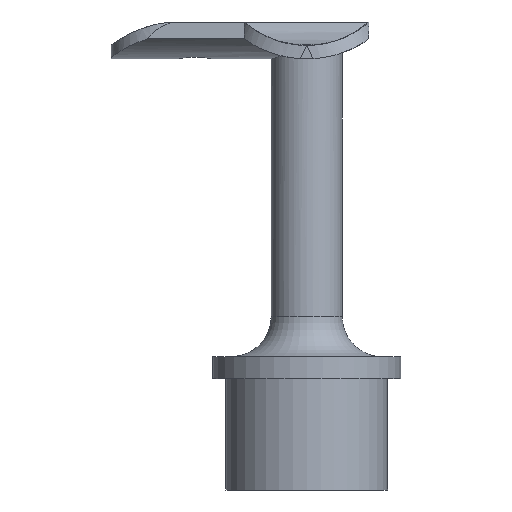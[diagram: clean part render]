
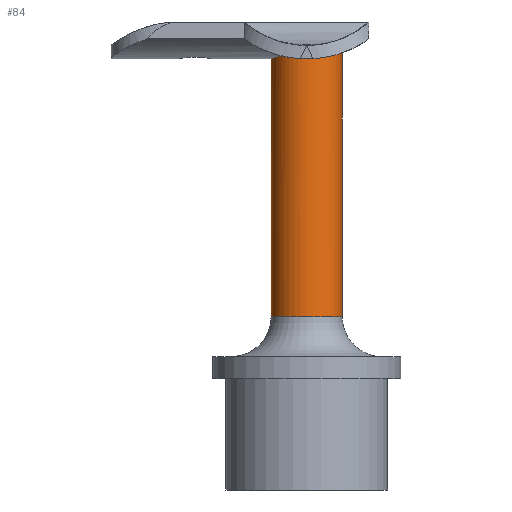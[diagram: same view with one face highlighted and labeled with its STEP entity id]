
A CAD part, front view. The second image highlights one B-rep face of the part: STEP entity #84.
In plain terms, the highlighted cylindrical face has radius 8 mm (diameter 16 mm), a full revolution.
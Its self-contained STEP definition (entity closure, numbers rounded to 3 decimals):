
#84=ADVANCED_FACE('',(#163,#164),#121,.T.);
#121=CYLINDRICAL_SURFACE('',#800,8.);
#136=B_SPLINE_CURVE_WITH_KNOTS('',3,(#1068,#1069,#1070,#1071,#1072,#1073,
#1074,#1075,#1076,#1077,#1078,#1079,#1080,#1081,#1082,#1083,#1084,#1085,
#1086,#1087,#1088,#1089,#1090,#1091,#1092,#1093,#1094,#1095,#1096,#1097,
#1098,#1099,#1100,#1101,#1102,#1103,#1104,#1105,#1106,#1107,#1108,#1109,
#1110,#1111,#1112),.UNSPECIFIED.,.F.,.F.,(4,2,2,2,2,1,2,2,2,2,2,2,2,2,2,
2,2,2,2,2,2,2,4),(0.,0.063,0.125,0.188,0.219,0.25,
0.281,0.313,0.375,0.438,
0.5,0.531,0.563,0.594,
0.625,0.688,0.719,0.75,
0.813,0.844,0.875,0.938,1.),
 .UNSPECIFIED.);
#137=B_SPLINE_CURVE_WITH_KNOTS('',3,(#1114,#1115,#1116,#1117,#1118,#1119,
#1120,#1121,#1122,#1123,#1124,#1125,#1126,#1127,#1128,#1129,#1130,#1131,
#1132,#1133,#1134),.UNSPECIFIED.,.F.,.F.,(4,2,2,2,2,1,2,2,2,2,4),(0.,0.125,
0.25,0.375,0.438,0.5,0.563,0.625,0.75,0.875,1.),.UNSPECIFIED.);
#154=ELLIPSE('',#799,8.321,8.);
#163=FACE_BOUND('',#199,.T.);
#164=FACE_BOUND('',#200,.T.);
#199=EDGE_LOOP('',(#254));
#200=EDGE_LOOP('',(#255,#256,#257));
#254=ORIENTED_EDGE('',*,*,#452,.T.);
#255=ORIENTED_EDGE('',*,*,#453,.T.);
#256=ORIENTED_EDGE('',*,*,#454,.F.);
#257=ORIENTED_EDGE('',*,*,#455,.F.);
#400=VERTEX_POINT('',#1064);
#401=VERTEX_POINT('',#1066);
#402=VERTEX_POINT('',#1067);
#403=VERTEX_POINT('',#1113);
#452=EDGE_CURVE('',#400,#400,#528,.T.);
#453=EDGE_CURVE('',#401,#402,#154,.T.);
#454=EDGE_CURVE('',#403,#402,#136,.T.);
#455=EDGE_CURVE('',#401,#403,#137,.T.);
#528=CIRCLE('',#798,8.);
#798=AXIS2_PLACEMENT_3D('',#1063,#886,#887);
#799=AXIS2_PLACEMENT_3D('',#1065,#888,#889);
#800=AXIS2_PLACEMENT_3D('',#1135,#890,#891);
#886=DIRECTION('',(0.,0.,1.));
#887=DIRECTION('',(1.,0.,0.));
#888=DIRECTION('',(0.,-0.275,-0.961));
#889=DIRECTION('',(0.,-0.961,0.275));
#890=DIRECTION('',(0.,0.,1.));
#891=DIRECTION('',(1.,0.,0.));
#1063=CARTESIAN_POINT('',(0.,0.,13.979));
#1064=CARTESIAN_POINT('',(8.,0.,13.979));
#1065=CARTESIAN_POINT('',(0.,0.,74.289));
#1066=CARTESIAN_POINT('',(-5.657,5.657,72.67));
#1067=CARTESIAN_POINT('',(5.657,5.657,72.67));
#1068=CARTESIAN_POINT('',(-5.657,-5.657,72.67));
#1069=CARTESIAN_POINT('',(-5.288,-6.025,72.582));
#1070=CARTESIAN_POINT('',(-4.889,-6.354,72.495));
#1071=CARTESIAN_POINT('',(-4.027,-6.932,72.333));
#1072=CARTESIAN_POINT('',(-3.559,-7.184,72.258));
#1073=CARTESIAN_POINT('',(-2.593,-7.586,72.134));
#1074=CARTESIAN_POINT('',(-2.093,-7.739,72.085));
#1075=CARTESIAN_POINT('',(-1.317,-7.895,72.034));
#1076=CARTESIAN_POINT('',(-1.053,-7.935,72.021));
#1077=CARTESIAN_POINT('',(-0.527,-7.987,72.004));
#1078=CARTESIAN_POINT('',(-0.002,-8.013,71.996));
#1079=CARTESIAN_POINT('',(0.523,-7.987,72.004));
#1080=CARTESIAN_POINT('',(1.047,-7.936,72.021));
#1081=CARTESIAN_POINT('',(1.31,-7.896,72.034));
#1082=CARTESIAN_POINT('',(2.089,-7.741,72.085));
#1083=CARTESIAN_POINT('',(2.59,-7.587,72.134));
#1084=CARTESIAN_POINT('',(3.555,-7.186,72.258));
#1085=CARTESIAN_POINT('',(4.023,-6.934,72.333));
#1086=CARTESIAN_POINT('',(4.887,-6.355,72.495));
#1087=CARTESIAN_POINT('',(5.288,-6.026,72.582));
#1088=CARTESIAN_POINT('',(5.842,-5.472,72.715));
#1089=CARTESIAN_POINT('',(6.018,-5.277,72.76));
#1090=CARTESIAN_POINT('',(6.349,-4.875,72.847));
#1091=CARTESIAN_POINT('',(6.503,-4.667,72.89));
#1092=CARTESIAN_POINT('',(6.791,-4.236,72.972));
#1093=CARTESIAN_POINT('',(6.925,-4.014,73.012));
#1094=CARTESIAN_POINT('',(7.172,-3.554,73.087));
#1095=CARTESIAN_POINT('',(7.285,-3.316,73.122));
#1096=CARTESIAN_POINT('',(7.589,-2.586,73.22));
#1097=CARTESIAN_POINT('',(7.741,-2.086,73.271));
#1098=CARTESIAN_POINT('',(7.895,-1.316,73.324));
#1099=CARTESIAN_POINT('',(7.934,-1.056,73.338));
#1100=CARTESIAN_POINT('',(7.987,-0.529,73.356));
#1101=CARTESIAN_POINT('',(8.,-0.263,73.361));
#1102=CARTESIAN_POINT('',(8.,0.529,73.361));
#1103=CARTESIAN_POINT('',(7.948,1.051,73.342));
#1104=CARTESIAN_POINT('',(7.793,1.826,73.289));
#1105=CARTESIAN_POINT('',(7.728,2.084,73.267));
#1106=CARTESIAN_POINT('',(7.574,2.588,73.216));
#1107=CARTESIAN_POINT('',(7.486,2.834,73.187));
#1108=CARTESIAN_POINT('',(7.185,3.557,73.09));
#1109=CARTESIAN_POINT('',(6.937,4.019,73.014));
#1110=CARTESIAN_POINT('',(6.353,4.89,72.847));
#1111=CARTESIAN_POINT('',(6.023,5.29,72.759));
#1112=CARTESIAN_POINT('',(5.657,5.657,72.67));
#1113=CARTESIAN_POINT('',(-5.657,-5.657,72.67));
#1114=CARTESIAN_POINT('',(-5.657,5.657,72.67));
#1115=CARTESIAN_POINT('',(-6.025,5.288,72.582));
#1116=CARTESIAN_POINT('',(-6.354,4.889,72.495));
#1117=CARTESIAN_POINT('',(-6.932,4.027,72.333));
#1118=CARTESIAN_POINT('',(-7.184,3.559,72.258));
#1119=CARTESIAN_POINT('',(-7.586,2.593,72.134));
#1120=CARTESIAN_POINT('',(-7.739,2.093,72.085));
#1121=CARTESIAN_POINT('',(-7.895,1.317,72.034));
#1122=CARTESIAN_POINT('',(-7.935,1.053,72.021));
#1123=CARTESIAN_POINT('',(-7.987,0.527,72.004));
#1124=CARTESIAN_POINT('',(-8.013,0.002,71.996));
#1125=CARTESIAN_POINT('',(-7.987,-0.522,72.004));
#1126=CARTESIAN_POINT('',(-7.936,-1.047,72.021));
#1127=CARTESIAN_POINT('',(-7.896,-1.31,72.034));
#1128=CARTESIAN_POINT('',(-7.741,-2.089,72.085));
#1129=CARTESIAN_POINT('',(-7.587,-2.589,72.134));
#1130=CARTESIAN_POINT('',(-7.186,-3.555,72.258));
#1131=CARTESIAN_POINT('',(-6.935,-4.023,72.333));
#1132=CARTESIAN_POINT('',(-6.355,-4.887,72.495));
#1133=CARTESIAN_POINT('',(-6.026,-5.288,72.582));
#1134=CARTESIAN_POINT('',(-5.657,-5.657,72.67));
#1135=CARTESIAN_POINT('',(0.,0.,6.));
